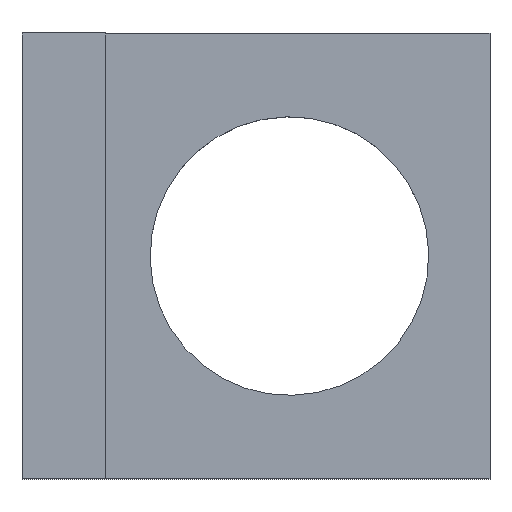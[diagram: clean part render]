
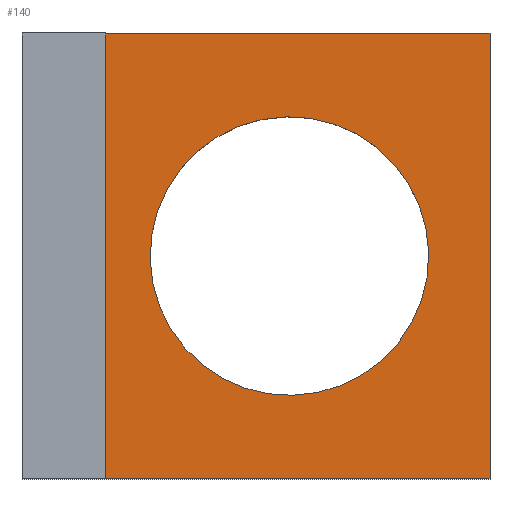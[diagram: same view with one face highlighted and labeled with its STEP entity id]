
A CAD part, top view. The second image highlights one B-rep face of the part: STEP entity #140.
In plain terms, the highlighted planar face has unit normal (0, 0, 1).
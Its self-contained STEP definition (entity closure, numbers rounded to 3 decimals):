
#63=CARTESIAN_POINT('Vertex',(13.03,25.993,5.)) ;
#77=CARTESIAN_POINT('Vertex',(34.97,14.007,5.)) ;
#80=CARTESIAN_POINT('Axis2P3D Location',(24.,20.,5.)) ;
#92=CARTESIAN_POINT('Axis2P3D Location',(0.,0.,5.)) ;
#97=CARTESIAN_POINT('Line Origine',(7.5,20.,5.)) ;
#101=CARTESIAN_POINT('Vertex',(7.5,40.,5.)) ;
#103=CARTESIAN_POINT('Vertex',(7.5,0.,5.)) ;
#106=CARTESIAN_POINT('Line Origine',(24.75,0.,5.)) ;
#110=CARTESIAN_POINT('Vertex',(42.,0.,5.)) ;
#113=CARTESIAN_POINT('Line Origine',(42.,20.,5.)) ;
#117=CARTESIAN_POINT('Vertex',(42.,40.,5.)) ;
#120=CARTESIAN_POINT('Line Origine',(24.75,40.,5.)) ;
#131=CARTESIAN_POINT('Axis2P3D Location',(24.,20.,5.)) ;
#81=DIRECTION('Axis2P3D Direction',(0.,-0.,-1.)) ;
#93=DIRECTION('Axis2P3D Direction',(0.,0.,1.)) ;
#94=DIRECTION('Axis2P3D XDirection',(1.,0.,0.)) ;
#98=DIRECTION('Vector Direction',(0.,-1.,0.)) ;
#107=DIRECTION('Vector Direction',(-1.,0.,0.)) ;
#114=DIRECTION('Vector Direction',(0.,1.,0.)) ;
#121=DIRECTION('Vector Direction',(1.,0.,0.)) ;
#132=DIRECTION('Axis2P3D Direction',(0.,0.,1.)) ;
#82=AXIS2_PLACEMENT_3D('Circle Axis2P3D',#80,#81,$) ;
#95=AXIS2_PLACEMENT_3D('Plane Axis2P3D',#92,#93,#94) ;
#133=AXIS2_PLACEMENT_3D('Circle Axis2P3D',#131,#132,$) ;
#126=ORIENTED_EDGE('',*,*,#105,.T.) ;
#127=ORIENTED_EDGE('',*,*,#112,.T.) ;
#128=ORIENTED_EDGE('',*,*,#119,.T.) ;
#129=ORIENTED_EDGE('',*,*,#124,.T.) ;
#137=ORIENTED_EDGE('',*,*,#135,.F.) ;
#138=ORIENTED_EDGE('',*,*,#84,.F.) ;
#139=FACE_BOUND('',#136,.T.) ;
#99=VECTOR('Line Direction',#98,1.) ;
#108=VECTOR('Line Direction',#107,1.) ;
#115=VECTOR('Line Direction',#114,1.) ;
#122=VECTOR('Line Direction',#121,1.) ;
#140=ADVANCED_FACE('Corps principal',(#130,#139),#96,.T.) ;
#83=CIRCLE('generated circle',#82,12.5) ;
#134=CIRCLE('generated circle',#133,12.5) ;
#84=EDGE_CURVE('',#78,#64,#83,.F.) ;
#105=EDGE_CURVE('',#102,#104,#100,.T.) ;
#112=EDGE_CURVE('',#104,#111,#109,.F.) ;
#119=EDGE_CURVE('',#111,#118,#116,.T.) ;
#124=EDGE_CURVE('',#118,#102,#123,.F.) ;
#135=EDGE_CURVE('',#64,#78,#134,.T.) ;
#125=EDGE_LOOP('',(#126,#127,#128,#129)) ;
#136=EDGE_LOOP('',(#137,#138)) ;
#130=FACE_OUTER_BOUND('',#125,.T.) ;
#100=LINE('Line',#97,#99) ;
#109=LINE('Line',#106,#108) ;
#116=LINE('Line',#113,#115) ;
#123=LINE('Line',#120,#122) ;
#96=PLANE('',#95) ;
#64=VERTEX_POINT('',#63) ;
#78=VERTEX_POINT('',#77) ;
#102=VERTEX_POINT('',#101) ;
#104=VERTEX_POINT('',#103) ;
#111=VERTEX_POINT('',#110) ;
#118=VERTEX_POINT('',#117) ;
